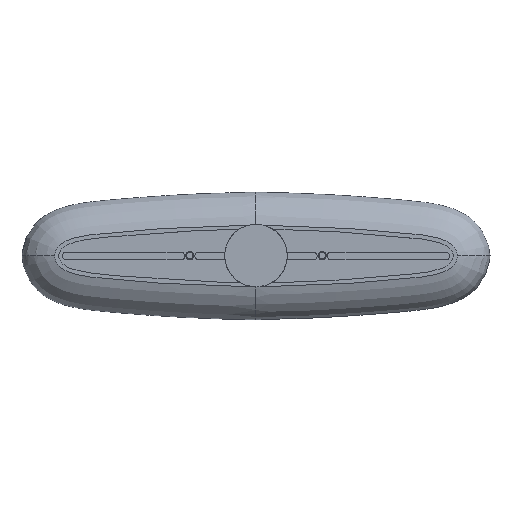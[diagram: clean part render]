
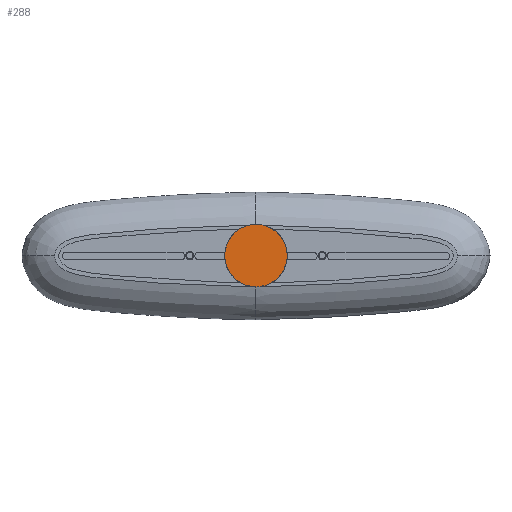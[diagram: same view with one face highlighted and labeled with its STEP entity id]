
A CAD part, top view. The second image highlights one B-rep face of the part: STEP entity #288.
In plain terms, the highlighted planar face has unit normal (0, 0, 1).
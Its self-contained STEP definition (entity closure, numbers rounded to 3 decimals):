
#288=ADVANCED_FACE('',(#407),#1683,.T.);
#407=FACE_OUTER_BOUND('',#526,.T.);
#526=EDGE_LOOP('',(#667));
#667=ORIENTED_EDGE('',*,*,#1140,.F.);
#1140=EDGE_CURVE('',#1528,#1528,#1380,.T.);
#1380=(
BOUNDED_CURVE()
B_SPLINE_CURVE(2,(#2370,#2371,#2372,#2373,#2374,#2375,#2376,#2377,#2378),
 .UNSPECIFIED.,.T.,.F.)
B_SPLINE_CURVE_WITH_KNOTS((3,2,2,2,3),(0.,4.811,9.621,
14.432,19.242),.UNSPECIFIED.)
CURVE()
GEOMETRIC_REPRESENTATION_ITEM()
RATIONAL_B_SPLINE_CURVE((1.,0.707,1.,0.707,1.,0.707,
1.,0.707,1.))
REPRESENTATION_ITEM('')
);
#1528=VERTEX_POINT('',#2369);
#1683=PLANE('',#1804);
#1804=AXIS2_PLACEMENT_3D('',#2322,#1843,$);
#1843=DIRECTION('',(0.,0.,1.));
#2322=CARTESIAN_POINT('',(280.467,79.081,738.576));
#2369=CARTESIAN_POINT('',(201.124,-78.049,738.576));
#2370=CARTESIAN_POINT('',(201.124,-78.049,738.576));
#2371=CARTESIAN_POINT('',(123.336,-78.049,738.576));
#2372=CARTESIAN_POINT('',(123.336,-0.262,738.575));
#2373=CARTESIAN_POINT('',(123.336,77.526,738.575));
#2374=CARTESIAN_POINT('',(201.124,77.526,738.575));
#2375=CARTESIAN_POINT('',(278.911,77.526,738.575));
#2376=CARTESIAN_POINT('',(278.911,-0.262,738.575));
#2377=CARTESIAN_POINT('',(278.911,-78.049,738.576));
#2378=CARTESIAN_POINT('',(201.124,-78.049,738.576));
